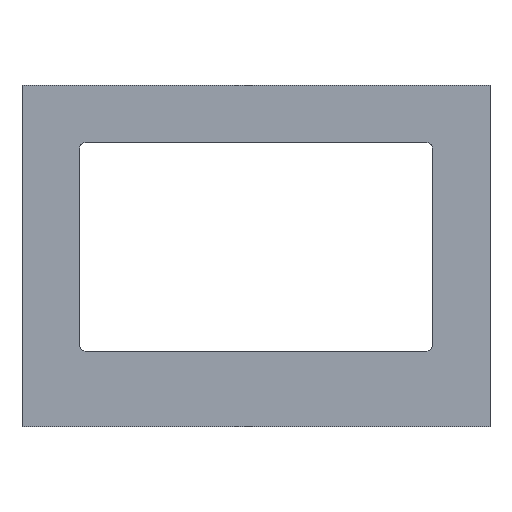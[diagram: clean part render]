
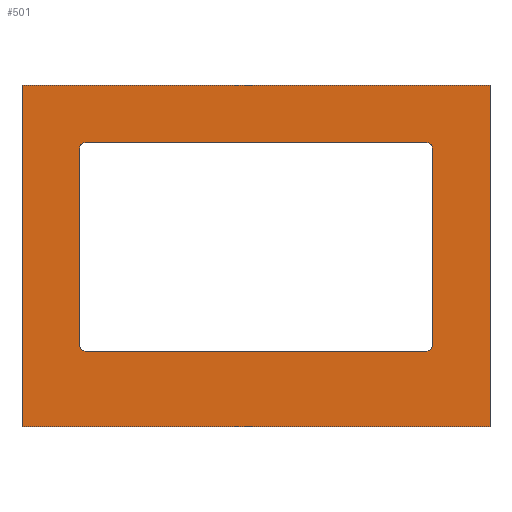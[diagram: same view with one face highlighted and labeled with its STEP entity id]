
A CAD part, top view. The second image highlights one B-rep face of the part: STEP entity #501.
In plain terms, the highlighted planar face has unit normal (0, 0, 1).
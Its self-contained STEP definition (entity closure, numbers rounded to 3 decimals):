
#26 = LINE ( 'NONE', #1278, #661 ) ;
#29 = ORIENTED_EDGE ( 'NONE', *, *, #1151, .F. ) ;
#38 = ORIENTED_EDGE ( 'NONE', *, *, #182, .T. ) ;
#40 = EDGE_LOOP ( 'NONE', ( #561, #780, #323, #1671 ) ) ;
#56 = EDGE_CURVE ( 'NONE', #1450, #1013, #1199, .T. ) ;
#60 = CARTESIAN_POINT ( 'NONE',  ( 176., 121., 18. ) ) ;
#105 = CARTESIAN_POINT ( 'NONE',  ( 0., 0., 18. ) ) ;
#111 = DIRECTION ( 'NONE',  ( -1., 0., 0. ) ) ;
#117 = CIRCLE ( 'NONE', #600, 3. ) ;
#125 = DIRECTION ( 'NONE',  ( 0., -1., 0. ) ) ;
#126 = CARTESIAN_POINT ( 'NONE',  ( 0., 149., 18. ) ) ;
#139 = DIRECTION ( 'NONE',  ( 0., 0., -1. ) ) ;
#142 = ORIENTED_EDGE ( 'NONE', *, *, #56, .F. ) ;
#173 = AXIS2_PLACEMENT_3D ( 'NONE', #280, #139, #686 ) ;
#181 = VERTEX_POINT ( 'NONE', #400 ) ;
#182 = EDGE_CURVE ( 'NONE', #397, #1013, #1111, .T. ) ;
#211 = CARTESIAN_POINT ( 'NONE',  ( 204., 0., 18. ) ) ;
#220 = CARTESIAN_POINT ( 'NONE',  ( 28., 124., 18. ) ) ;
#248 = ORIENTED_EDGE ( 'NONE', *, *, #594, .F. ) ;
#271 = ORIENTED_EDGE ( 'NONE', *, *, #413, .T. ) ;
#280 = CARTESIAN_POINT ( 'NONE',  ( 176., 36., 18. ) ) ;
#286 = EDGE_CURVE ( 'NONE', #919, #1160, #26, .T. ) ;
#291 = DIRECTION ( 'NONE',  ( -1., 0., 0. ) ) ;
#317 = EDGE_CURVE ( 'NONE', #533, #1117, #893, .T. ) ;
#323 = ORIENTED_EDGE ( 'NONE', *, *, #465, .T. ) ;
#373 = DIRECTION ( 'NONE',  ( -1., 0., 0. ) ) ;
#380 = VECTOR ( 'NONE', #291, 1000. ) ;
#383 = CARTESIAN_POINT ( 'NONE',  ( 25., 33., 18. ) ) ;
#391 = FACE_BOUND ( 'NONE', #1091, .T. ) ;
#395 = CARTESIAN_POINT ( 'NONE',  ( 204., 149., 18. ) ) ;
#397 = VERTEX_POINT ( 'NONE', #774 ) ;
#400 = CARTESIAN_POINT ( 'NONE',  ( 176., 124., 18. ) ) ;
#413 = EDGE_CURVE ( 'NONE', #1080, #814, #663, .T. ) ;
#424 = CARTESIAN_POINT ( 'NONE',  ( 25., 36., 18. ) ) ;
#461 = CARTESIAN_POINT ( 'NONE',  ( 28., 33., 18. ) ) ;
#465 = EDGE_CURVE ( 'NONE', #1117, #919, #885, .T. ) ;
#471 = CARTESIAN_POINT ( 'NONE',  ( 28., 121., 18. ) ) ;
#489 = EDGE_CURVE ( 'NONE', #1080, #657, #1057, .T. ) ;
#501 = ADVANCED_FACE ( 'NONE', ( #920, #391 ), #1470, .F. ) ;
#533 = VERTEX_POINT ( 'NONE', #105 ) ;
#561 = ORIENTED_EDGE ( 'NONE', *, *, #1045, .T. ) ;
#581 = DIRECTION ( 'NONE',  ( -1., 0., 0. ) ) ;
#594 = EDGE_CURVE ( 'NONE', #181, #814, #973, .T. ) ;
#600 = AXIS2_PLACEMENT_3D ( 'NONE', #921, #1176, #1184 ) ;
#624 = CARTESIAN_POINT ( 'NONE',  ( 0., 0., 18. ) ) ;
#626 = AXIS2_PLACEMENT_3D ( 'NONE', #60, #874, #1423 ) ;
#637 = CARTESIAN_POINT ( 'NONE',  ( 204., 0., 18. ) ) ;
#651 = LINE ( 'NONE', #1193, #1313 ) ;
#657 = VERTEX_POINT ( 'NONE', #424 ) ;
#661 = VECTOR ( 'NONE', #581, 1000. ) ;
#663 = CIRCLE ( 'NONE', #1656, 3. ) ;
#666 = CARTESIAN_POINT ( 'NONE',  ( 176., 33., 18. ) ) ;
#686 = DIRECTION ( 'NONE',  ( -1., 0., 0. ) ) ;
#755 = VERTEX_POINT ( 'NONE', #1019 ) ;
#758 = DIRECTION ( 'NONE',  ( 0., 1., 0. ) ) ;
#774 = CARTESIAN_POINT ( 'NONE',  ( 179., 36., 18. ) ) ;
#780 = ORIENTED_EDGE ( 'NONE', *, *, #317, .T. ) ;
#792 = ORIENTED_EDGE ( 'NONE', *, *, #1491, .T. ) ;
#793 = CARTESIAN_POINT ( 'NONE',  ( 0., 0., 18. ) ) ;
#814 = VERTEX_POINT ( 'NONE', #220 ) ;
#856 = AXIS2_PLACEMENT_3D ( 'NONE', #793, #1333, #111 ) ;
#874 = DIRECTION ( 'NONE',  ( 0., 0., -1. ) ) ;
#885 = LINE ( 'NONE', #211, #1087 ) ;
#893 = LINE ( 'NONE', #900, #1198 ) ;
#896 = CARTESIAN_POINT ( 'NONE',  ( 25., 121., 18. ) ) ;
#900 = CARTESIAN_POINT ( 'NONE',  ( 0., 0., 18. ) ) ;
#919 = VERTEX_POINT ( 'NONE', #395 ) ;
#920 = FACE_OUTER_BOUND ( 'NONE', #40, .T. ) ;
#921 = CARTESIAN_POINT ( 'NONE',  ( 28., 36., 18. ) ) ;
#923 = DIRECTION ( 'NONE',  ( 1., 0., 0. ) ) ;
#973 = LINE ( 'NONE', #1768, #380 ) ;
#1013 = VERTEX_POINT ( 'NONE', #666 ) ;
#1019 = CARTESIAN_POINT ( 'NONE',  ( 179., 121., 18. ) ) ;
#1045 = EDGE_CURVE ( 'NONE', #1160, #533, #1437, .T. ) ;
#1057 = LINE ( 'NONE', #383, #1200 ) ;
#1080 = VERTEX_POINT ( 'NONE', #896 ) ;
#1082 = CIRCLE ( 'NONE', #626, 3. ) ;
#1087 = VECTOR ( 'NONE', #758, 1000. ) ;
#1091 = EDGE_LOOP ( 'NONE', ( #1162, #271, #248, #792, #29, #38, #142, #1628 ) ) ;
#1111 = CIRCLE ( 'NONE', #173, 3. ) ;
#1117 = VERTEX_POINT ( 'NONE', #637 ) ;
#1151 = EDGE_CURVE ( 'NONE', #397, #755, #651, .T. ) ;
#1160 = VERTEX_POINT ( 'NONE', #126 ) ;
#1162 = ORIENTED_EDGE ( 'NONE', *, *, #489, .F. ) ;
#1163 = DIRECTION ( 'NONE',  ( 1., 0., 0. ) ) ;
#1176 = DIRECTION ( 'NONE',  ( 0., 0., -1. ) ) ;
#1178 = DIRECTION ( 'NONE',  ( 0., -1., 0. ) ) ;
#1184 = DIRECTION ( 'NONE',  ( -1., 0., 0. ) ) ;
#1193 = CARTESIAN_POINT ( 'NONE',  ( 179., 33., 18. ) ) ;
#1198 = VECTOR ( 'NONE', #1163, 1000. ) ;
#1199 = LINE ( 'NONE', #1230, #1284 ) ;
#1200 = VECTOR ( 'NONE', #125, 1000. ) ;
#1230 = CARTESIAN_POINT ( 'NONE',  ( 25., 33., 18. ) ) ;
#1278 = CARTESIAN_POINT ( 'NONE',  ( 0., 149., 18. ) ) ;
#1284 = VECTOR ( 'NONE', #923, 1000. ) ;
#1297 = DIRECTION ( 'NONE',  ( 0., 0., -1. ) ) ;
#1313 = VECTOR ( 'NONE', #1346, 1000. ) ;
#1333 = DIRECTION ( 'NONE',  ( 0., 0., -1. ) ) ;
#1346 = DIRECTION ( 'NONE',  ( 0., 1., 0. ) ) ;
#1423 = DIRECTION ( 'NONE',  ( -1., 0., 0. ) ) ;
#1437 = LINE ( 'NONE', #624, #1626 ) ;
#1450 = VERTEX_POINT ( 'NONE', #461 ) ;
#1470 = PLANE ( 'NONE',  #856 ) ;
#1491 = EDGE_CURVE ( 'NONE', #181, #755, #1082, .T. ) ;
#1626 = VECTOR ( 'NONE', #1178, 1000. ) ;
#1628 = ORIENTED_EDGE ( 'NONE', *, *, #1663, .T. ) ;
#1656 = AXIS2_PLACEMENT_3D ( 'NONE', #471, #1297, #373 ) ;
#1663 = EDGE_CURVE ( 'NONE', #1450, #657, #117, .T. ) ;
#1671 = ORIENTED_EDGE ( 'NONE', *, *, #286, .T. ) ;
#1768 = CARTESIAN_POINT ( 'NONE',  ( 25., 124., 18. ) ) ;
